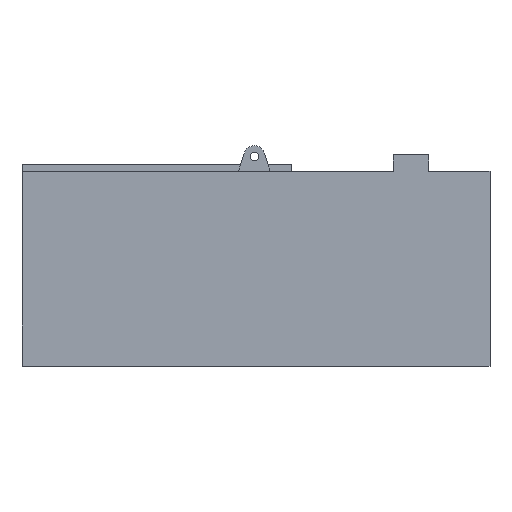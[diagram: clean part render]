
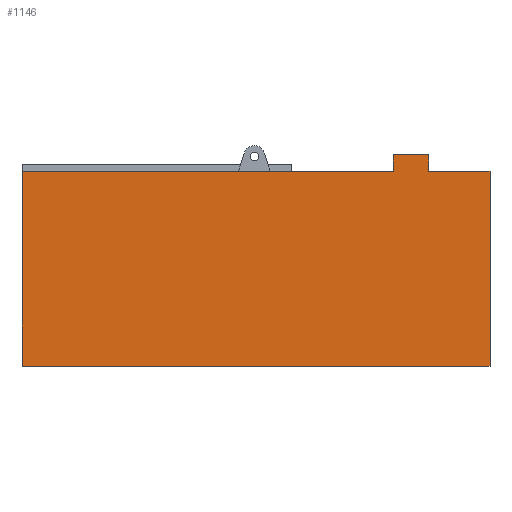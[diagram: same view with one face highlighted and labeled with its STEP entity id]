
A CAD part, front view. The second image highlights one B-rep face of the part: STEP entity #1146.
In plain terms, the highlighted planar face has unit normal (0, -1, 0).
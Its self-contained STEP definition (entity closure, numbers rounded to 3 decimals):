
#2 = AXIS2_PLACEMENT_3D ( 'NONE', #91, #476, #389 ) ;
#8 = DIRECTION ( 'NONE',  ( 1., 0., 0. ) ) ;
#27 = EDGE_CURVE ( 'NONE', #1109, #405, #504, .T. ) ;
#35 = LINE ( 'NONE', #633, #95 ) ;
#41 = ORIENTED_EDGE ( 'NONE', *, *, #1176, .F. ) ;
#50 = DIRECTION ( 'NONE',  ( 1., 0., 0. ) ) ;
#68 = ORIENTED_EDGE ( 'NONE', *, *, #472, .F. ) ;
#76 = VERTEX_POINT ( 'NONE', #1215 ) ;
#84 = LINE ( 'NONE', #1238, #680 ) ;
#91 = CARTESIAN_POINT ( 'NONE',  ( -28.637, -7.99, 13.75 ) ) ;
#93 = VERTEX_POINT ( 'NONE', #758 ) ;
#95 = VECTOR ( 'NONE', #50, 1000. ) ;
#109 = ORIENTED_EDGE ( 'NONE', *, *, #744, .T. ) ;
#150 = ORIENTED_EDGE ( 'NONE', *, *, #537, .T. ) ;
#172 = DIRECTION ( 'NONE',  ( 0., 0., 1. ) ) ;
#188 = FACE_OUTER_BOUND ( 'NONE', #957, .T. ) ;
#196 = VECTOR ( 'NONE', #172, 1000. ) ;
#237 = CARTESIAN_POINT ( 'NONE',  ( 66., -7.99, 13.75 ) ) ;
#261 = CARTESIAN_POINT ( 'NONE',  ( 57.366, -7.99, 13.75 ) ) ;
#297 = VERTEX_POINT ( 'NONE', #1014 ) ;
#351 = VECTOR ( 'NONE', #8, 1000. ) ;
#389 = DIRECTION ( 'NONE',  ( 0., 0., -1. ) ) ;
#405 = VERTEX_POINT ( 'NONE', #1086 ) ;
#454 = ORIENTED_EDGE ( 'NONE', *, *, #27, .T. ) ;
#472 = EDGE_CURVE ( 'NONE', #93, #1123, #779, .T. ) ;
#476 = DIRECTION ( 'NONE',  ( 0., -1., 0. ) ) ;
#504 = LINE ( 'NONE', #510, #1233 ) ;
#510 = CARTESIAN_POINT ( 'NONE',  ( 0., -7.99, 13.75 ) ) ;
#513 = DIRECTION ( 'NONE',  ( 0., 0., -1. ) ) ;
#537 = EDGE_CURVE ( 'NONE', #1140, #651, #635, .T. ) ;
#580 = CARTESIAN_POINT ( 'NONE',  ( 0., -7.99, 13.75 ) ) ;
#633 = CARTESIAN_POINT ( 'NONE',  ( -28.637, -7.99, -13.75 ) ) ;
#635 = LINE ( 'NONE', #892, #1066 ) ;
#651 = VERTEX_POINT ( 'NONE', #1012 ) ;
#658 = LINE ( 'NONE', #261, #196 ) ;
#680 = VECTOR ( 'NONE', #1124, 1000. ) ;
#744 = EDGE_CURVE ( 'NONE', #651, #297, #84, .T. ) ;
#757 = EDGE_CURVE ( 'NONE', #93, #1140, #658, .T. ) ;
#758 = CARTESIAN_POINT ( 'NONE',  ( 57.366, -7.99, 13.75 ) ) ;
#765 = ORIENTED_EDGE ( 'NONE', *, *, #757, .T. ) ;
#779 = LINE ( 'NONE', #873, #351 ) ;
#873 = CARTESIAN_POINT ( 'NONE',  ( -28.637, -7.99, 13.75 ) ) ;
#892 = CARTESIAN_POINT ( 'NONE',  ( 52.366, -7.99, 16.05 ) ) ;
#894 = DIRECTION ( 'NONE',  ( 0., 0., -1. ) ) ;
#942 = EDGE_CURVE ( 'NONE', #1123, #76, #1105, .T. ) ;
#947 = VECTOR ( 'NONE', #992, 1000. ) ;
#957 = EDGE_LOOP ( 'NONE', ( #41, #454, #1223, #1188, #68, #765, #150, #109 ) ) ;
#958 = PLANE ( 'NONE',  #2 ) ;
#988 = EDGE_CURVE ( 'NONE', #405, #76, #35, .T. ) ;
#992 = DIRECTION ( 'NONE',  ( 1., 0., 0. ) ) ;
#1012 = CARTESIAN_POINT ( 'NONE',  ( 52.366, -7.99, 16.05 ) ) ;
#1014 = CARTESIAN_POINT ( 'NONE',  ( 52.366, -7.99, 13.75 ) ) ;
#1049 = VECTOR ( 'NONE', #513, 1000. ) ;
#1066 = VECTOR ( 'NONE', #1181, 1000. ) ;
#1086 = CARTESIAN_POINT ( 'NONE',  ( 0., -7.99, -13.75 ) ) ;
#1094 = LINE ( 'NONE', #1197, #947 ) ;
#1105 = LINE ( 'NONE', #237, #1049 ) ;
#1109 = VERTEX_POINT ( 'NONE', #580 ) ;
#1123 = VERTEX_POINT ( 'NONE', #1166 ) ;
#1124 = DIRECTION ( 'NONE',  ( 0., 0., -1. ) ) ;
#1140 = VERTEX_POINT ( 'NONE', #1158 ) ;
#1146 = ADVANCED_FACE ( 'NONE', ( #188 ), #958, .T. ) ;
#1158 = CARTESIAN_POINT ( 'NONE',  ( 57.366, -7.99, 16.05 ) ) ;
#1166 = CARTESIAN_POINT ( 'NONE',  ( 66., -7.99, 13.75 ) ) ;
#1176 = EDGE_CURVE ( 'NONE', #1109, #297, #1094, .T. ) ;
#1181 = DIRECTION ( 'NONE',  ( -1., 0., 0. ) ) ;
#1188 = ORIENTED_EDGE ( 'NONE', *, *, #942, .F. ) ;
#1197 = CARTESIAN_POINT ( 'NONE',  ( -28.637, -7.99, 13.75 ) ) ;
#1215 = CARTESIAN_POINT ( 'NONE',  ( 66., -7.99, -13.75 ) ) ;
#1223 = ORIENTED_EDGE ( 'NONE', *, *, #988, .T. ) ;
#1233 = VECTOR ( 'NONE', #894, 1000. ) ;
#1238 = CARTESIAN_POINT ( 'NONE',  ( 52.366, -7.99, 13.75 ) ) ;
